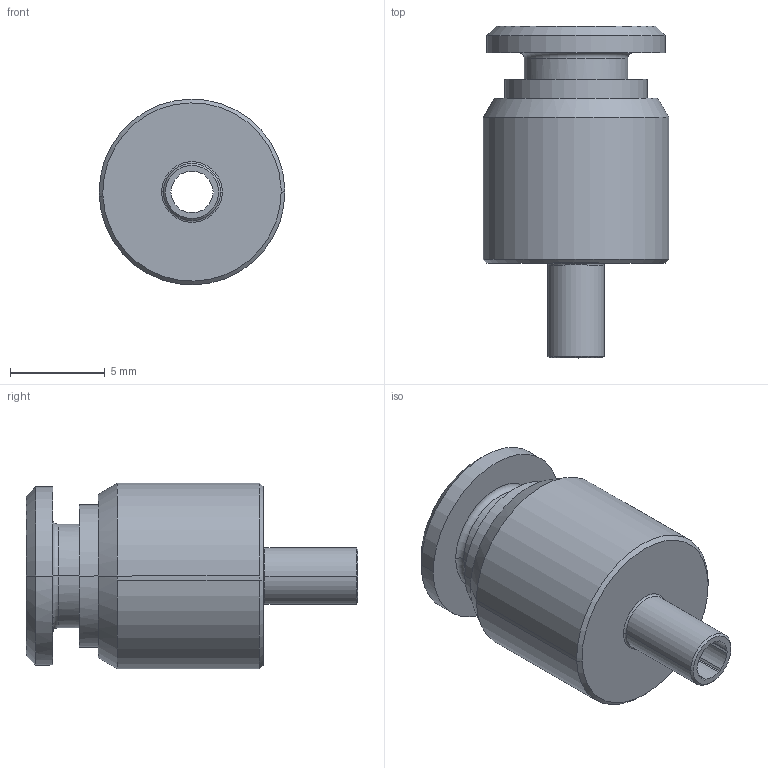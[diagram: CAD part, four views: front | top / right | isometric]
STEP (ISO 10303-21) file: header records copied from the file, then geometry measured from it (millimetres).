
FILE_DESCRIPTION(( 'MA.12.04.M3.stp' ), '1');
FILE_NAME( 'MA.12.04.M3.stp', '2018-10-01T09:19:48',( 'Sopra'),('sopra-pneumatic.com'), 'SwSTEP 2.0','SolidWorks 2009','' );
FILE_SCHEMA(('CONFIG_CONTROL_DESIGN'));
Length unit declared in the file: millimetre
Products named in the file (1): PN513B-04M3D
Bounding box: 9.8 x 17.5 x 9.8 mm (x, y, z)
Volume: 662.4 mm3; surface area: 883.3 mm2
Topology: 1 solids, 1 shells, 181 faces, 479 edges, 314 vertices
Faces by surface type: plane 137, cylinder 24, cone 14, torus 6
Entity records: 5654 total; most frequent: CARTESIAN_POINT 1232, ORIENTED_EDGE 958, DIRECTION 780, EDGE_CURVE 479, VECTOR 397, LINE 397, VERTEX_POINT 314, AXIS2_PLACEMENT_3D 224
